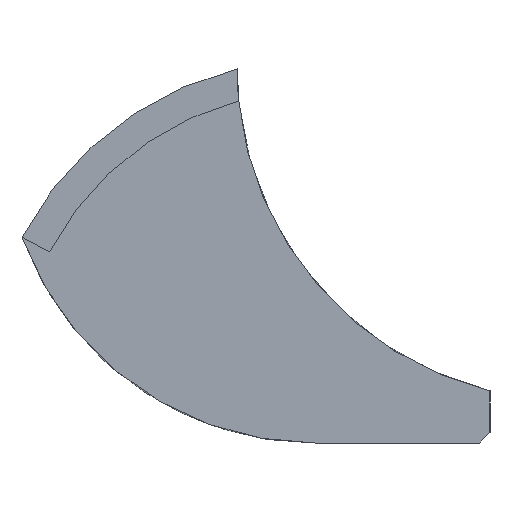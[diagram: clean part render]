
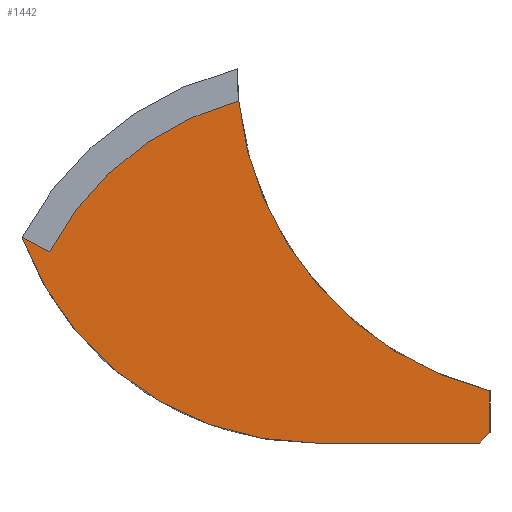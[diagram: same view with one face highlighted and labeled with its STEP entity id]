
A CAD part, left-side view. The second image highlights one B-rep face of the part: STEP entity #1442.
In plain terms, the highlighted planar face has unit normal (-1, 0, 0).
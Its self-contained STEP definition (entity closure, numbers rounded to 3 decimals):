
#189 = PLANE('',#190);
#190 = AXIS2_PLACEMENT_3D('',#191,#192,#193);
#191 = CARTESIAN_POINT('',(11.5,-7.25,0.));
#192 = DIRECTION('',(0.,-1.,0.));
#193 = DIRECTION('',(-1.,0.,0.));
#499 = EDGE_CURVE('',#500,#502,#504,.T.);
#500 = VERTEX_POINT('',#501);
#501 = CARTESIAN_POINT('',(-11.5,-7.25,0.3));
#502 = VERTEX_POINT('',#503);
#503 = CARTESIAN_POINT('',(-11.5,-7.25,1.5));
#504 = SURFACE_CURVE('',#505,(#509,#516),.PCURVE_S1.);
#505 = LINE('',#506,#507);
#506 = CARTESIAN_POINT('',(-11.5,-7.25,0.));
#507 = VECTOR('',#508,1.);
#508 = DIRECTION('',(0.,0.,1.));
#509 = PCURVE('',#189,#510);
#510 = DEFINITIONAL_REPRESENTATION('',(#511),#515);
#511 = LINE('',#512,#513);
#512 = CARTESIAN_POINT('',(23.,0.));
#513 = VECTOR('',#514,1.);
#514 = DIRECTION('',(0.,-1.));
#515 = ( GEOMETRIC_REPRESENTATION_CONTEXT(2) 
PARAMETRIC_REPRESENTATION_CONTEXT() REPRESENTATION_CONTEXT('2D SPACE',''
  ) );
#516 = PCURVE('',#517,#522);
#517 = PLANE('',#518);
#518 = AXIS2_PLACEMENT_3D('',#519,#520,#521);
#519 = CARTESIAN_POINT('',(-11.5,-7.25,0.));
#520 = DIRECTION('',(-1.,0.,0.));
#521 = DIRECTION('',(0.,1.,0.));
#522 = DEFINITIONAL_REPRESENTATION('',(#523),#527);
#523 = LINE('',#524,#525);
#524 = CARTESIAN_POINT('',(0.,0.));
#525 = VECTOR('',#526,1.);
#526 = DIRECTION('',(0.,-1.));
#527 = ( GEOMETRIC_REPRESENTATION_CONTEXT(2) 
PARAMETRIC_REPRESENTATION_CONTEXT() REPRESENTATION_CONTEXT('2D SPACE',''
  ) );
#545 = PLANE('',#546);
#546 = AXIS2_PLACEMENT_3D('',#547,#548,#549);
#547 = CARTESIAN_POINT('',(11.5,-7.1,0.15));
#548 = DIRECTION('',(0.,-0.707,-0.707));
#549 = DIRECTION('',(1.,0.,0.));
#645 = CYLINDRICAL_SURFACE('',#646,9.5);
#646 = AXIS2_PLACEMENT_3D('',#647,#648,#649);
#647 = CARTESIAN_POINT('',(11.5,-9.5,10.73));
#648 = DIRECTION('',(1.,0.,0.));
#649 = DIRECTION('',(0.,1.,0.));
#884 = PLANE('',#885);
#885 = AXIS2_PLACEMENT_3D('',#886,#887,#888);
#886 = CARTESIAN_POINT('',(0.,0.,0.));
#887 = DIRECTION('',(-0.,-0.,-1.));
#888 = DIRECTION('',(-1.,0.,0.));
#1442 = ADVANCED_FACE('',(#1443),#517,.T.);
#1443 = FACE_BOUND('',#1444,.T.);
#1444 = EDGE_LOOP('',(#1445,#1470,#1491,#1492,#1520,#1557,#1580));
#1445 = ORIENTED_EDGE('',*,*,#1446,.F.);
#1446 = EDGE_CURVE('',#1447,#1449,#1451,.T.);
#1447 = VERTEX_POINT('',#1448);
#1448 = CARTESIAN_POINT('',(-11.5,-6.95,0.));
#1449 = VERTEX_POINT('',#1450);
#1450 = CARTESIAN_POINT('',(-11.5,-2.25,0.));
#1451 = SURFACE_CURVE('',#1452,(#1456,#1463),.PCURVE_S1.);
#1452 = LINE('',#1453,#1454);
#1453 = CARTESIAN_POINT('',(-11.5,-7.25,0.));
#1454 = VECTOR('',#1455,1.);
#1455 = DIRECTION('',(0.,1.,0.));
#1456 = PCURVE('',#517,#1457);
#1457 = DEFINITIONAL_REPRESENTATION('',(#1458),#1462);
#1458 = LINE('',#1459,#1460);
#1459 = CARTESIAN_POINT('',(0.,0.));
#1460 = VECTOR('',#1461,1.);
#1461 = DIRECTION('',(1.,0.));
#1462 = ( GEOMETRIC_REPRESENTATION_CONTEXT(2) 
PARAMETRIC_REPRESENTATION_CONTEXT() REPRESENTATION_CONTEXT('2D SPACE',''
  ) );
#1463 = PCURVE('',#884,#1464);
#1464 = DEFINITIONAL_REPRESENTATION('',(#1465),#1469);
#1465 = LINE('',#1466,#1467);
#1466 = CARTESIAN_POINT('',(11.5,-7.25));
#1467 = VECTOR('',#1468,1.);
#1468 = DIRECTION('',(0.,1.));
#1469 = ( GEOMETRIC_REPRESENTATION_CONTEXT(2) 
PARAMETRIC_REPRESENTATION_CONTEXT() REPRESENTATION_CONTEXT('2D SPACE',''
  ) );
#1470 = ORIENTED_EDGE('',*,*,#1471,.T.);
#1471 = EDGE_CURVE('',#1447,#500,#1472,.T.);
#1472 = SURFACE_CURVE('',#1473,(#1477,#1484),.PCURVE_S1.);
#1473 = LINE('',#1474,#1475);
#1474 = CARTESIAN_POINT('',(-11.5,-7.1,0.15));
#1475 = VECTOR('',#1476,1.);
#1476 = DIRECTION('',(0.,-0.707,0.707));
#1477 = PCURVE('',#517,#1478);
#1478 = DEFINITIONAL_REPRESENTATION('',(#1479),#1483);
#1479 = LINE('',#1480,#1481);
#1480 = CARTESIAN_POINT('',(0.15,-0.15));
#1481 = VECTOR('',#1482,1.);
#1482 = DIRECTION('',(-0.707,-0.707));
#1483 = ( GEOMETRIC_REPRESENTATION_CONTEXT(2) 
PARAMETRIC_REPRESENTATION_CONTEXT() REPRESENTATION_CONTEXT('2D SPACE',''
  ) );
#1484 = PCURVE('',#545,#1485);
#1485 = DEFINITIONAL_REPRESENTATION('',(#1486),#1490);
#1486 = LINE('',#1487,#1488);
#1487 = CARTESIAN_POINT('',(-23.,0.));
#1488 = VECTOR('',#1489,1.);
#1489 = DIRECTION('',(-0.,1.));
#1490 = ( GEOMETRIC_REPRESENTATION_CONTEXT(2) 
PARAMETRIC_REPRESENTATION_CONTEXT() REPRESENTATION_CONTEXT('2D SPACE',''
  ) );
#1491 = ORIENTED_EDGE('',*,*,#499,.T.);
#1492 = ORIENTED_EDGE('',*,*,#1493,.T.);
#1493 = EDGE_CURVE('',#502,#1494,#1496,.T.);
#1494 = VERTEX_POINT('',#1495);
#1495 = CARTESIAN_POINT('',(-11.5,-0.044,9.812));
#1496 = SURFACE_CURVE('',#1497,(#1502,#1513),.PCURVE_S1.);
#1497 = CIRCLE('',#1498,9.5);
#1498 = AXIS2_PLACEMENT_3D('',#1499,#1500,#1501);
#1499 = CARTESIAN_POINT('',(-11.5,-9.5,10.73));
#1500 = DIRECTION('',(1.,0.,0.));
#1501 = DIRECTION('',(0.,1.,0.));
#1502 = PCURVE('',#517,#1503);
#1503 = DEFINITIONAL_REPRESENTATION('',(#1504),#1512);
#1504 = ( BOUNDED_CURVE() B_SPLINE_CURVE(2,(#1505,#1506,#1507,#1508,
#1509,#1510,#1511),.UNSPECIFIED.,.T.,.F.) B_SPLINE_CURVE_WITH_KNOTS((1,2
    ,2,2,2,1),(-2.094,0.,2.094,4.189,
6.283,8.378),.UNSPECIFIED.) CURVE() 
GEOMETRIC_REPRESENTATION_ITEM() RATIONAL_B_SPLINE_CURVE((1.,0.5,1.,0.5,
1.,0.5,1.)) REPRESENTATION_ITEM('') );
#1505 = CARTESIAN_POINT('',(7.25,-10.73));
#1506 = CARTESIAN_POINT('',(7.25,-27.184));
#1507 = CARTESIAN_POINT('',(-7.,-18.957));
#1508 = CARTESIAN_POINT('',(-21.25,-10.73));
#1509 = CARTESIAN_POINT('',(-7.,-2.502));
#1510 = CARTESIAN_POINT('',(7.25,5.725));
#1511 = CARTESIAN_POINT('',(7.25,-10.73));
#1512 = ( GEOMETRIC_REPRESENTATION_CONTEXT(2) 
PARAMETRIC_REPRESENTATION_CONTEXT() REPRESENTATION_CONTEXT('2D SPACE',''
  ) );
#1513 = PCURVE('',#645,#1514);
#1514 = DEFINITIONAL_REPRESENTATION('',(#1515),#1519);
#1515 = LINE('',#1516,#1517);
#1516 = CARTESIAN_POINT('',(0.,-23.));
#1517 = VECTOR('',#1518,1.);
#1518 = DIRECTION('',(1.,0.));
#1519 = ( GEOMETRIC_REPRESENTATION_CONTEXT(2) 
PARAMETRIC_REPRESENTATION_CONTEXT() REPRESENTATION_CONTEXT('2D SPACE',''
  ) );
#1520 = ORIENTED_EDGE('',*,*,#1521,.F.);
#1521 = EDGE_CURVE('',#1522,#1494,#1524,.T.);
#1522 = VERTEX_POINT('',#1523);
#1523 = CARTESIAN_POINT('',(-11.5,5.374,5.48));
#1524 = SURFACE_CURVE('',#1525,(#1530,#1541),.PCURVE_S1.);
#1525 = CIRCLE('',#1526,8.6);
#1526 = AXIS2_PLACEMENT_3D('',#1527,#1528,#1529);
#1527 = CARTESIAN_POINT('',(-11.5,-2.25,1.5));
#1528 = DIRECTION('',(1.,0.,0.));
#1529 = DIRECTION('',(0.,1.,0.));
#1530 = PCURVE('',#517,#1531);
#1531 = DEFINITIONAL_REPRESENTATION('',(#1532),#1540);
#1532 = ( BOUNDED_CURVE() B_SPLINE_CURVE(2,(#1533,#1534,#1535,#1536,
#1537,#1538,#1539),.UNSPECIFIED.,.T.,.F.) B_SPLINE_CURVE_WITH_KNOTS((1,2
    ,2,2,2,1),(-2.094,0.,2.094,4.189,
6.283,8.378),.UNSPECIFIED.) CURVE() 
GEOMETRIC_REPRESENTATION_ITEM() RATIONAL_B_SPLINE_CURVE((1.,0.5,1.,0.5,
1.,0.5,1.)) REPRESENTATION_ITEM('') );
#1533 = CARTESIAN_POINT('',(13.6,-1.5));
#1534 = CARTESIAN_POINT('',(13.6,-16.396));
#1535 = CARTESIAN_POINT('',(0.7,-8.948));
#1536 = CARTESIAN_POINT('',(-12.2,-1.5));
#1537 = CARTESIAN_POINT('',(0.7,5.948));
#1538 = CARTESIAN_POINT('',(13.6,13.396));
#1539 = CARTESIAN_POINT('',(13.6,-1.5));
#1540 = ( GEOMETRIC_REPRESENTATION_CONTEXT(2) 
PARAMETRIC_REPRESENTATION_CONTEXT() REPRESENTATION_CONTEXT('2D SPACE',''
  ) );
#1541 = PCURVE('',#1542,#1547);
#1542 = PLANE('',#1543);
#1543 = AXIS2_PLACEMENT_3D('',#1544,#1545,#1546);
#1544 = CARTESIAN_POINT('',(-11.5,-7.25,0.));
#1545 = DIRECTION('',(-1.,0.,0.));
#1546 = DIRECTION('',(0.,1.,0.));
#1547 = DEFINITIONAL_REPRESENTATION('',(#1548),#1556);
#1548 = ( BOUNDED_CURVE() B_SPLINE_CURVE(2,(#1549,#1550,#1551,#1552,
#1553,#1554,#1555),.UNSPECIFIED.,.T.,.F.) B_SPLINE_CURVE_WITH_KNOTS((1,2
    ,2,2,2,1),(-2.094,0.,2.094,4.189,
6.283,8.378),.UNSPECIFIED.) CURVE() 
GEOMETRIC_REPRESENTATION_ITEM() RATIONAL_B_SPLINE_CURVE((1.,0.5,1.,0.5,
1.,0.5,1.)) REPRESENTATION_ITEM('') );
#1549 = CARTESIAN_POINT('',(13.6,-1.5));
#1550 = CARTESIAN_POINT('',(13.6,-16.396));
#1551 = CARTESIAN_POINT('',(0.7,-8.948));
#1552 = CARTESIAN_POINT('',(-12.2,-1.5));
#1553 = CARTESIAN_POINT('',(0.7,5.948));
#1554 = CARTESIAN_POINT('',(13.6,13.396));
#1555 = CARTESIAN_POINT('',(13.6,-1.5));
#1556 = ( GEOMETRIC_REPRESENTATION_CONTEXT(2) 
PARAMETRIC_REPRESENTATION_CONTEXT() REPRESENTATION_CONTEXT('2D SPACE',''
  ) );
#1557 = ORIENTED_EDGE('',*,*,#1558,.F.);
#1558 = EDGE_CURVE('',#1559,#1522,#1561,.T.);
#1559 = VERTEX_POINT('',#1560);
#1560 = CARTESIAN_POINT('',(-11.5,6.171,5.897));
#1561 = SURFACE_CURVE('',#1562,(#1566,#1573),.PCURVE_S1.);
#1562 = LINE('',#1563,#1564);
#1563 = CARTESIAN_POINT('',(-11.5,6.171,5.897));
#1564 = VECTOR('',#1565,1.);
#1565 = DIRECTION('',(0.,-0.886,-0.463));
#1566 = PCURVE('',#517,#1567);
#1567 = DEFINITIONAL_REPRESENTATION('',(#1568),#1572);
#1568 = LINE('',#1569,#1570);
#1569 = CARTESIAN_POINT('',(13.421,-5.897));
#1570 = VECTOR('',#1571,1.);
#1571 = DIRECTION('',(-0.886,0.463));
#1572 = ( GEOMETRIC_REPRESENTATION_CONTEXT(2) 
PARAMETRIC_REPRESENTATION_CONTEXT() REPRESENTATION_CONTEXT('2D SPACE',''
  ) );
#1573 = PCURVE('',#1542,#1574);
#1574 = DEFINITIONAL_REPRESENTATION('',(#1575),#1579);
#1575 = LINE('',#1576,#1577);
#1576 = CARTESIAN_POINT('',(13.421,-5.897));
#1577 = VECTOR('',#1578,1.);
#1578 = DIRECTION('',(-0.886,0.463));
#1579 = ( GEOMETRIC_REPRESENTATION_CONTEXT(2) 
PARAMETRIC_REPRESENTATION_CONTEXT() REPRESENTATION_CONTEXT('2D SPACE',''
  ) );
#1580 = ORIENTED_EDGE('',*,*,#1581,.F.);
#1581 = EDGE_CURVE('',#1449,#1559,#1582,.T.);
#1582 = SURFACE_CURVE('',#1583,(#1588,#1599),.PCURVE_S1.);
#1583 = CIRCLE('',#1584,8.962);
#1584 = AXIS2_PLACEMENT_3D('',#1585,#1586,#1587);
#1585 = CARTESIAN_POINT('',(-11.5,-2.25,8.962));
#1586 = DIRECTION('',(1.,0.,0.));
#1587 = DIRECTION('',(0.,1.,0.));
#1588 = PCURVE('',#517,#1589);
#1589 = DEFINITIONAL_REPRESENTATION('',(#1590),#1598);
#1590 = ( BOUNDED_CURVE() B_SPLINE_CURVE(2,(#1591,#1592,#1593,#1594,
#1595,#1596,#1597),.UNSPECIFIED.,.T.,.F.) B_SPLINE_CURVE_WITH_KNOTS((1,2
    ,2,2,2,1),(-2.094,0.,2.094,4.189,
6.283,8.378),.UNSPECIFIED.) CURVE() 
GEOMETRIC_REPRESENTATION_ITEM() RATIONAL_B_SPLINE_CURVE((1.,0.5,1.,0.5,
1.,0.5,1.)) REPRESENTATION_ITEM('') );
#1591 = CARTESIAN_POINT('',(13.962,-8.962));
#1592 = CARTESIAN_POINT('',(13.962,-24.484));
#1593 = CARTESIAN_POINT('',(0.519,-16.723));
#1594 = CARTESIAN_POINT('',(-12.924,-8.962));
#1595 = CARTESIAN_POINT('',(0.519,-1.201));
#1596 = CARTESIAN_POINT('',(13.962,6.561));
#1597 = CARTESIAN_POINT('',(13.962,-8.962));
#1598 = ( GEOMETRIC_REPRESENTATION_CONTEXT(2) 
PARAMETRIC_REPRESENTATION_CONTEXT() REPRESENTATION_CONTEXT('2D SPACE',''
  ) );
#1599 = PCURVE('',#1600,#1605);
#1600 = CYLINDRICAL_SURFACE('',#1601,8.962);
#1601 = AXIS2_PLACEMENT_3D('',#1602,#1603,#1604);
#1602 = CARTESIAN_POINT('',(11.5,-2.25,8.962));
#1603 = DIRECTION('',(1.,0.,0.));
#1604 = DIRECTION('',(0.,1.,0.));
#1605 = DEFINITIONAL_REPRESENTATION('',(#1606),#1610);
#1606 = LINE('',#1607,#1608);
#1607 = CARTESIAN_POINT('',(0.,-23.));
#1608 = VECTOR('',#1609,1.);
#1609 = DIRECTION('',(1.,0.));
#1610 = ( GEOMETRIC_REPRESENTATION_CONTEXT(2) 
PARAMETRIC_REPRESENTATION_CONTEXT() REPRESENTATION_CONTEXT('2D SPACE',''
  ) );
